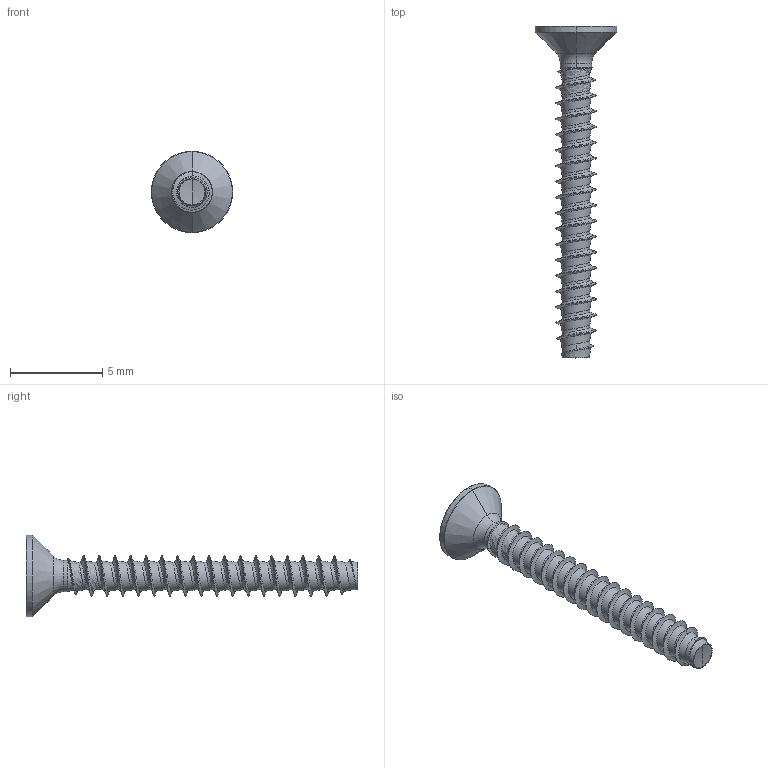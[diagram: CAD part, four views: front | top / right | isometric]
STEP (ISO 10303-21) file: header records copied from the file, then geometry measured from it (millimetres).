
FILE_DESCRIPTION (( 'STEP AP203' ), '1' );
FILE_NAME ('STP330220180.STEP', '2017-08-15T15:16:50', ( '' ), ( '' ), 'SwSTEP 2.0', 'SolidWorks 2015', '' );
FILE_SCHEMA (( 'CONFIG_CONTROL_DESIGN' ));
Length unit declared in the file: millimetre
Products named in the file (1): STP330220180
Bounding box: 4.4 x 18 x 4.4 mm (x, y, z)
Volume: 49.4 mm3; surface area: 175.8 mm2
Topology: 1 solids, 1 shells, 197 faces, 460 edges, 265 vertices
Faces by surface type: cylinder 82, bspline 51, sphere 26, plane 22, cone 10, torus 6
Entity records: 23168 total; most frequent: CARTESIAN_POINT 19162, ORIENTED_EDGE 916, DIRECTION 708, EDGE_CURVE 458, AXIS2_PLACEMENT_3D 286, VERTEX_POINT 265, EDGE_LOOP 199, ADVANCED_FACE 197
